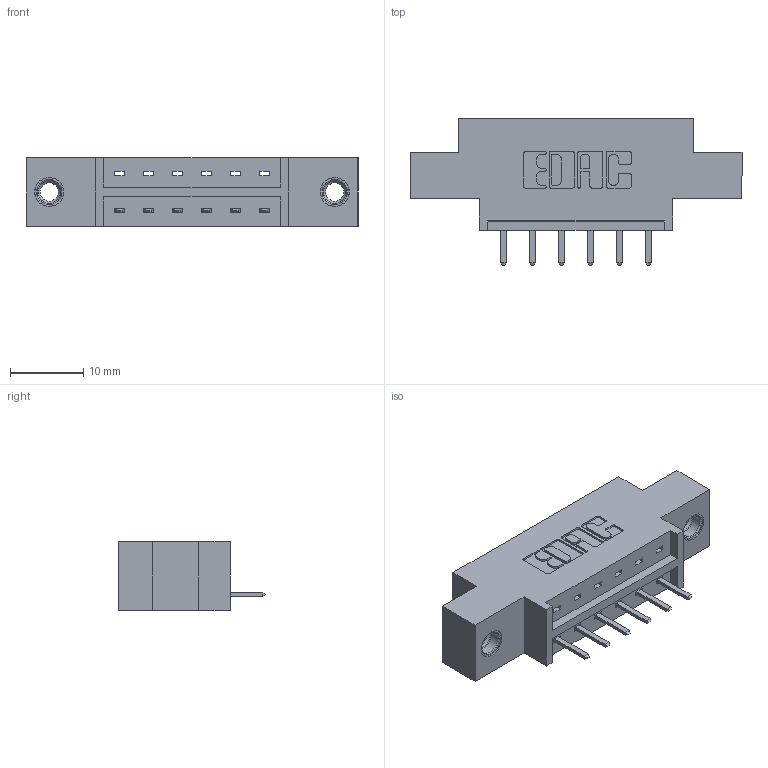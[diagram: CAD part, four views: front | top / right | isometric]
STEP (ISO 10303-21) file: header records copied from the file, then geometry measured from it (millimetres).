
FILE_DESCRIPTION (( 'STEP AP203' ), '1' );
FILE_NAME ('333-006-520-607.STEP', '2018-07-31T21:09:51', ( '' ), ( '' ), 'SwSTEP 2.0', 'SolidWorks 2016', '' );
FILE_SCHEMA (( 'CONFIG_CONTROL_DESIGN' ));
Length unit declared in the file: inch
Products named in the file (4): 345-250-001_345-250-005-103; 333-006-520-607; 333 Part_Offset - .156 Dia - TI; 345-292-001_345-293-120
Assembly tree (9 placements, depth 2):
  333-006-520-607
    333 Part_Offset - .156 Dia - TI
    345-292-001_345-293-120  x6
    345-250-001_345-250-005-103  x2
Bounding box: 45.31 x 20.02 x 9.4 mm (x, y, z)
Volume: 3991.7 mm3; surface area: 4258.2 mm2
Topology: 9 solids, 9 shells, 550 faces, 1563 edges, 1018 vertices
Faces by surface type: plane 370, cylinder 164, cone 12, torus 4
Entity records: 9756 total; most frequent: CARTESIAN_POINT 1683, ORIENTED_EDGE 1606, DIRECTION 1513, EDGE_CURVE 803, VECTOR 651, LINE 651, VERTEX_POINT 528, AXIS2_PLACEMENT_3D 431
